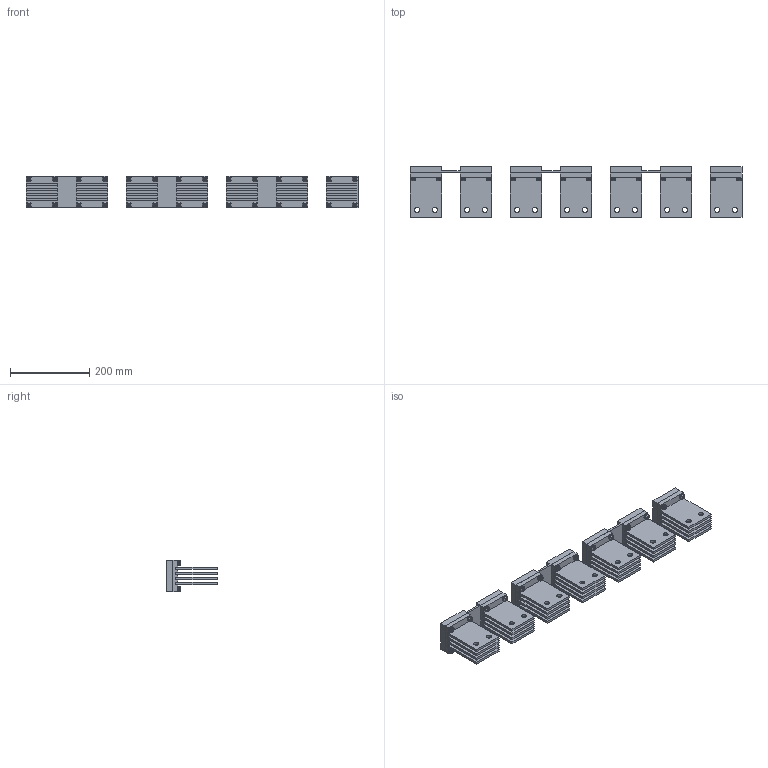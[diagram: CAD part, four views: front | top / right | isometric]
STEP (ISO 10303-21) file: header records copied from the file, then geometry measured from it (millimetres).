
FILE_DESCRIPTION(('CATIA V5 STEP'),'2;1');
FILE_NAME('1SDH001336R0283_E6.2_IV_TERMINALS_HR_UL_UPPER_5000A.stp','2014-09-20T07:03:15+00:00',('none'),('none'),'CATIA Version 5 Release 20 SP 6 (IN-10)','CATIA V5 STEP AP214','none');
FILE_SCHEMA(('AUTOMOTIVE_DESIGN { 1 0 10303 214 1 1 1 1 }'));
Products named in the file (1): E6.2_IV_TERMINALS_HR_UL_UPPER_5000A_AllCATPart
Bounding box: 836 x 128 x 80 mm (x, y, z)
Volume: 2576250.4 mm3; surface area: 890893 mm2
Topology: 123 solids, 123 shells, 2094 faces, 5096 edges, 3276 vertices
Faces by surface type: plane 806, cylinder 728, torus 392, cone 112, sphere 56
Entity records: 59221 total; most frequent: CARTESIAN_POINT 12631, ORIENTED_EDGE 10080, DIRECTION 7452, EDGE_CURVE 5040, AXIS2_PLACEMENT_3D 3811, VERTEX_POINT 3276, EDGE_LOOP 2514, CIRCLE 2352
